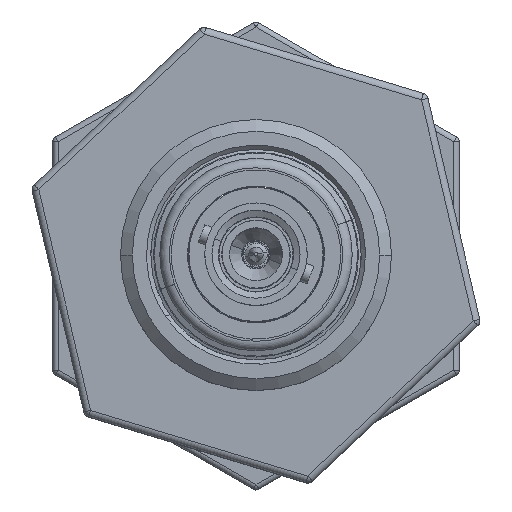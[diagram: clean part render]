
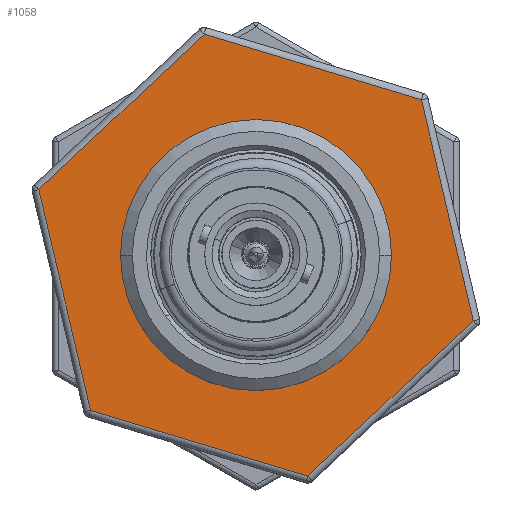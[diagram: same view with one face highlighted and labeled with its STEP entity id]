
A CAD part, top view. The second image highlights one B-rep face of the part: STEP entity #1058.
In plain terms, the highlighted planar face has unit normal (0, 0, 1).
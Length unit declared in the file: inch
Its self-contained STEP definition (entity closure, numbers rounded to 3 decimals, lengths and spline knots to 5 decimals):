
#1058 = ADVANCED_FACE ( 'NONE', ( #2173, #2176 ), #6796, .F. ) ;
#1891 = EDGE_LOOP ( 'NONE', ( #1951, #1954 ) ) ;
#1950 = ORIENTED_EDGE ( 'NONE', *, *, #9914, .T. ) ;
#1951 = ORIENTED_EDGE ( 'NONE', *, *, #4669, .F. ) ;
#1954 = ORIENTED_EDGE ( 'NONE', *, *, #9927, .F. ) ;
#1955 = ORIENTED_EDGE ( 'NONE', *, *, #9916, .T. ) ;
#2173 = FACE_OUTER_BOUND ( 'NONE', #5472, .T. ) ;
#2176 = FACE_BOUND ( 'NONE', #1891, .T. ) ;
#2395 = LINE ( 'NONE', #9547, #2407 ) ;
#2406 = LINE ( 'NONE', #9546, #2411 ) ;
#2407 = VECTOR ( 'NONE', #9536, 39.37008 ) ;
#2410 = LINE ( 'NONE', #9554, #2413 ) ;
#2411 = VECTOR ( 'NONE', #9553, 39.37008 ) ;
#2412 = LINE ( 'NONE', #9556, #2415 ) ;
#2413 = VECTOR ( 'NONE', #9555, 39.37008 ) ;
#2414 = LINE ( 'NONE', #9558, #2417 ) ;
#2415 = VECTOR ( 'NONE', #9557, 39.37008 ) ;
#2416 = LINE ( 'NONE', #9560, #2419 ) ;
#2417 = VECTOR ( 'NONE', #9559, 39.37008 ) ;
#2419 = VECTOR ( 'NONE', #9561, 39.37008 ) ;
#2430 = CIRCLE ( 'NONE', #8418, 0.46935 ) ;
#2954 = CIRCLE ( 'NONE', #8074, 0.46935 ) ;
#4289 = VERTEX_POINT ( 'NONE', #4497 ) ;
#4290 = VERTEX_POINT ( 'NONE', #4498 ) ;
#4310 = VERTEX_POINT ( 'NONE', #4518 ) ;
#4311 = VERTEX_POINT ( 'NONE', #4519 ) ;
#4497 = CARTESIAN_POINT ( 'NONE',  ( 0.19098, -0.81508, 2.00832 ) ) ;
#4498 = CARTESIAN_POINT ( 'NONE',  ( 0.80137, -0.24215, 2.00832 ) ) ;
#4518 = CARTESIAN_POINT ( 'NONE',  ( 0.45697, 0.10707, 2.00832 ) ) ;
#4519 = CARTESIAN_POINT ( 'NONE',  ( -0.45697, -0.10707, 2.00832 ) ) ;
#4607 = CARTESIAN_POINT ( 'NONE',  ( 0., 0., 2.00832 ) ) ;
#4608 = DIRECTION ( 'NONE',  ( 0., 0., 1. ) ) ;
#4609 = DIRECTION ( 'NONE',  ( 0.974, 0.228, 0. ) ) ;
#4669 = EDGE_CURVE ( 'NONE', #4311, #4310, #2954, .T. ) ;
#5464 = ORIENTED_EDGE ( 'NONE', *, *, #9918, .T. ) ;
#5467 = ORIENTED_EDGE ( 'NONE', *, *, #9919, .T. ) ;
#5472 = EDGE_LOOP ( 'NONE', ( #5477, #5467, #5464, #5474, #1955, #1950 ) ) ;
#5474 = ORIENTED_EDGE ( 'NONE', *, *, #9917, .T. ) ;
#5477 = ORIENTED_EDGE ( 'NONE', *, *, #9920, .T. ) ;
#6793 = DIRECTION ( 'NONE',  ( -0.974, -0.228, 0. ) ) ;
#6794 = CARTESIAN_POINT ( 'NONE',  ( 0.43387, 1.43588, 2.00832 ) ) ;
#6796 = PLANE ( 'NONE',  #10167 ) ;
#6803 = DIRECTION ( 'NONE',  ( 0., 0., -1. ) ) ;
#8074 = AXIS2_PLACEMENT_3D ( 'NONE', #4607, #4608, #4609 ) ;
#8418 = AXIS2_PLACEMENT_3D ( 'NONE', #9573, #9574, #9575 ) ;
#9210 = CARTESIAN_POINT ( 'NONE',  ( -0.61039, -0.57293, 2.00832 ) ) ;
#9211 = CARTESIAN_POINT ( 'NONE',  ( -0.80137, 0.24215, 2.00832 ) ) ;
#9212 = CARTESIAN_POINT ( 'NONE',  ( -0.19098, 0.81508, 2.00832 ) ) ;
#9213 = CARTESIAN_POINT ( 'NONE',  ( 0.61039, 0.57293, 2.00832 ) ) ;
#9536 = DIRECTION ( 'NONE',  ( 0.957, -0.289, 0. ) ) ;
#9546 = CARTESIAN_POINT ( 'NONE',  ( -1.00223, 1.09939, 2.00832 ) ) ;
#9547 = CARTESIAN_POINT ( 'NONE',  ( -0.20971, -0.69401, 2.00832 ) ) ;
#9553 = DIRECTION ( 'NONE',  ( 0.228, -0.974, 0. ) ) ;
#9554 = CARTESIAN_POINT ( 'NONE',  ( 0.45098, 1.41765, 2.00832 ) ) ;
#9555 = DIRECTION ( 'NONE',  ( -0.729, -0.684, 0. ) ) ;
#9556 = CARTESIAN_POINT ( 'NONE',  ( 0.20971, 0.69401, 2.00832 ) ) ;
#9557 = DIRECTION ( 'NONE',  ( -0.957, 0.289, 0. ) ) ;
#9558 = CARTESIAN_POINT ( 'NONE',  ( 0.40953, 1.43018, 2.00832 ) ) ;
#9559 = DIRECTION ( 'NONE',  ( -0.228, 0.974, 0. ) ) ;
#9560 = CARTESIAN_POINT ( 'NONE',  ( 1.44334, 0.36042, 2.00832 ) ) ;
#9561 = DIRECTION ( 'NONE',  ( 0.729, 0.684, 0. ) ) ;
#9573 = CARTESIAN_POINT ( 'NONE',  ( 0., 0., 2.00832 ) ) ;
#9574 = DIRECTION ( 'NONE',  ( 0., 0., 1. ) ) ;
#9575 = DIRECTION ( 'NONE',  ( 0.974, 0.228, 0. ) ) ;
#9914 = EDGE_CURVE ( 'NONE', #10371, #4289, #2395, .T. ) ;
#9916 = EDGE_CURVE ( 'NONE', #10372, #10371, #2406, .T. ) ;
#9917 = EDGE_CURVE ( 'NONE', #10373, #10372, #2410, .T. ) ;
#9918 = EDGE_CURVE ( 'NONE', #10374, #10373, #2412, .T. ) ;
#9919 = EDGE_CURVE ( 'NONE', #4290, #10374, #2414, .T. ) ;
#9920 = EDGE_CURVE ( 'NONE', #4289, #4290, #2416, .T. ) ;
#9927 = EDGE_CURVE ( 'NONE', #4310, #4311, #2430, .T. ) ;
#10167 = AXIS2_PLACEMENT_3D ( 'NONE', #6794, #6803, #6793 ) ;
#10371 = VERTEX_POINT ( 'NONE', #9210 ) ;
#10372 = VERTEX_POINT ( 'NONE', #9211 ) ;
#10373 = VERTEX_POINT ( 'NONE', #9212 ) ;
#10374 = VERTEX_POINT ( 'NONE', #9213 ) ;
